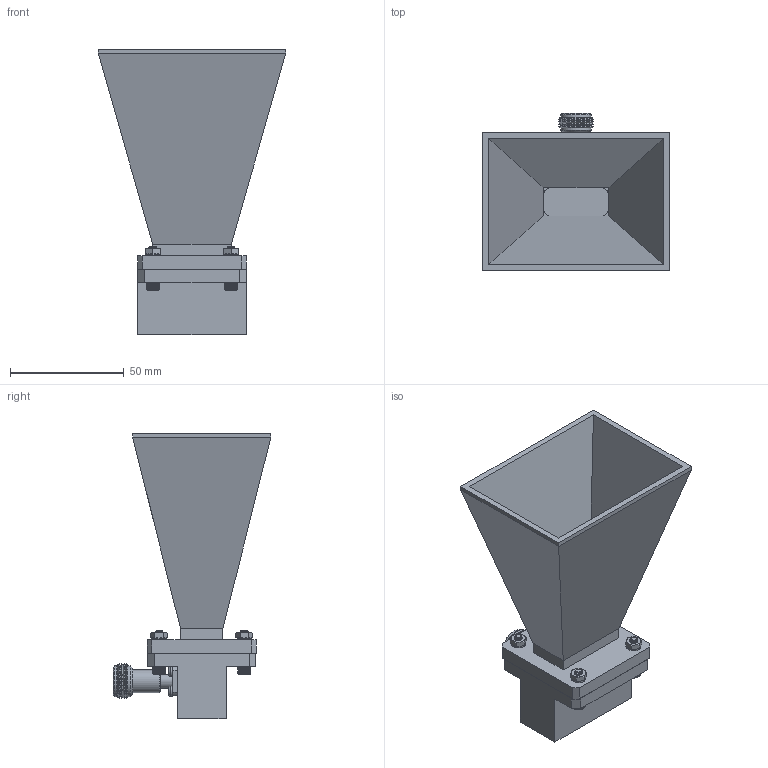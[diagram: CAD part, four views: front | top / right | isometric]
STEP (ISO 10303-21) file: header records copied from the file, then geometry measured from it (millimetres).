
FILE_DESCRIPTION (( 'STEP AP214' ), '1' );
FILE_NAME ('FMWAN112-15NF_3D.STEP', '2022-01-21T19:01:37', ( '' ), ( '' ), 'SwSTEP 2.0', 'SolidWorks 2021', '' );
FILE_SCHEMA (( 'AUTOMOTIVE_DESIGN' ));
Length unit declared in the file: inch
Products named in the file (11): PE9820_NF-body; FMWAN112-15NF_3D; PE9820_NF-SCREW; 6-32SH-HXx.625_92196A150; PE9820_NF-mountplate; 6-32HN-NARROW_90730A007; PEWAN112-15; PE9820_NF; 6-LW; PE9820; PE9820_Body
Assembly tree (22 placements, depth 4):
  FMWAN112-15NF_3D
    6-32SH-HXx.625_92196A150  x4
    6-LW  x4
    PE9820
      PE9820_NF
        PE9820_NF-SCREW  x4
        PE9820_NF-body
        PE9820_NF-mountplate
      PE9820_Body
    PEWAN112-15
    6-32HN-NARROW_90730A007  x4
Bounding box: 82.47 x 69.31 x 125.73 mm (x, y, z)
Volume: 96731.6 mm3; surface area: 55714.5 mm2
Topology: 20 solids, 20 shells, 1135 faces, 2624 edges, 1549 vertices
Faces by surface type: plane 696, cone 346, cylinder 69, bspline 20, torus 4
Full cylindrical faces by diameter (mm): 1.7 x1, 2.7 x4, 3.04 x1, 4 x2, 4.3 x12, 6 x1, 7 x1, 10 x1, 13.5 x2
Entity records: 13737 total; most frequent: CARTESIAN_POINT 5387, ORIENTED_EDGE 1636, DIRECTION 1487, EDGE_CURVE 818, AXIS2_PLACEMENT_3D 570, VERTEX_POINT 518, EDGE_LOOP 456, FACE_OUTER_BOUND 393
